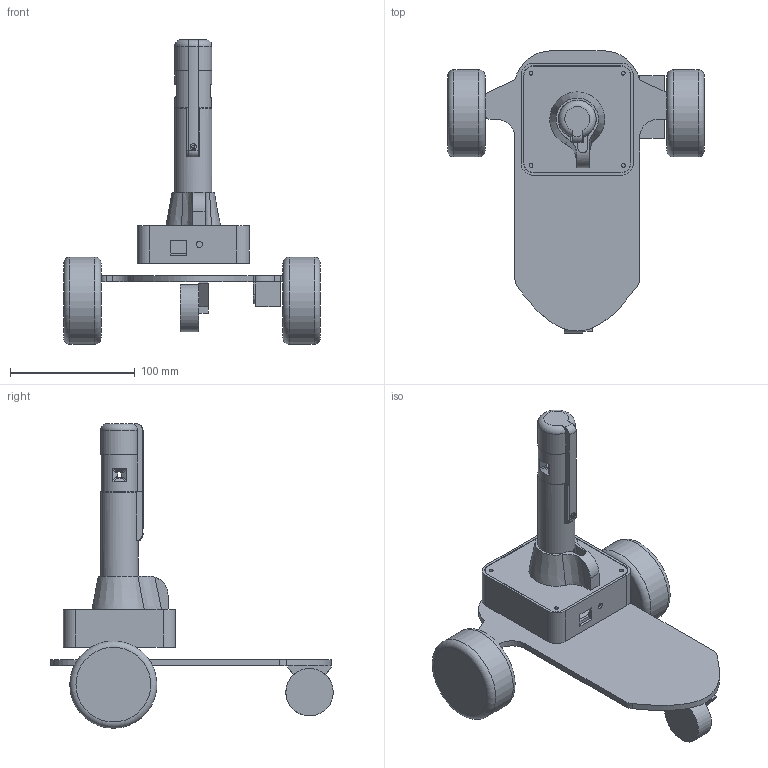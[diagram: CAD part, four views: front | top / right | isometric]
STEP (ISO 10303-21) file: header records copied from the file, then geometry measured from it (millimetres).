
FILE_DESCRIPTION(/* description */ (''),/* implementation_level */ '2;1');
FILE_NAME(/* name */ 'lidar+coche pruebas v3.step',/* time_stamp */ '2021-10-05T18:31:40+02:00',/* author */ (''),/* organization */ (''),/* preprocessor_version */ 'ST-DEVELOPER v18.1',/* originating_system */ 'Autodesk Translation Framework v10.10.0.1391',/* authorisation */ '');
FILE_SCHEMA (('AUTOMOTIVE_DESIGN { 1 0 10303 214 3 1 1 }'));
Length unit declared in the file: millimetre
Products named in the file (7): lidar+coche pruebas; SENSOR_HOUSING; CAP; TOWER; LIGHTHOUSE_KEEPER_ASM; LIGHTHOUSE_KEEPER_BASE; LIGHTHOUSE_KEEPER_LID
Assembly tree (6 placements, depth 3):
  lidar+coche pruebas
    SENSOR_HOUSING
    CAP
    TOWER
    LIGHTHOUSE_KEEPER_ASM
      LIGHTHOUSE_KEEPER_BASE
      LIGHTHOUSE_KEEPER_LID
Bounding box: 206 x 226.7 x 244.4 mm (x, y, z)
Volume: 487396.4 mm3; surface area: 180031.9 mm2
Topology: 11 solids, 11 shells, 307 faces, 800 edges, 529 vertices
Faces by surface type: plane 186, cylinder 80, bspline 21, torus 14, cone 6
Full cylindrical faces by diameter (mm): 2.3 x2, 3 x11, 4 x3, 4.8 x1, 5 x4, 18 x1, 23.4 x1, 26 x1, 27.5 x1, 29.5 x1, 30 x1, 38 x1, 70 x2
Entity records: 12162 total; most frequent: CARTESIAN_POINT 4429, ORIENTED_EDGE 1600, DIRECTION 1495, EDGE_CURVE 800, VERTEX_POINT 529, AXIS2_PLACEMENT_3D 502, LINE 491, VECTOR 491
